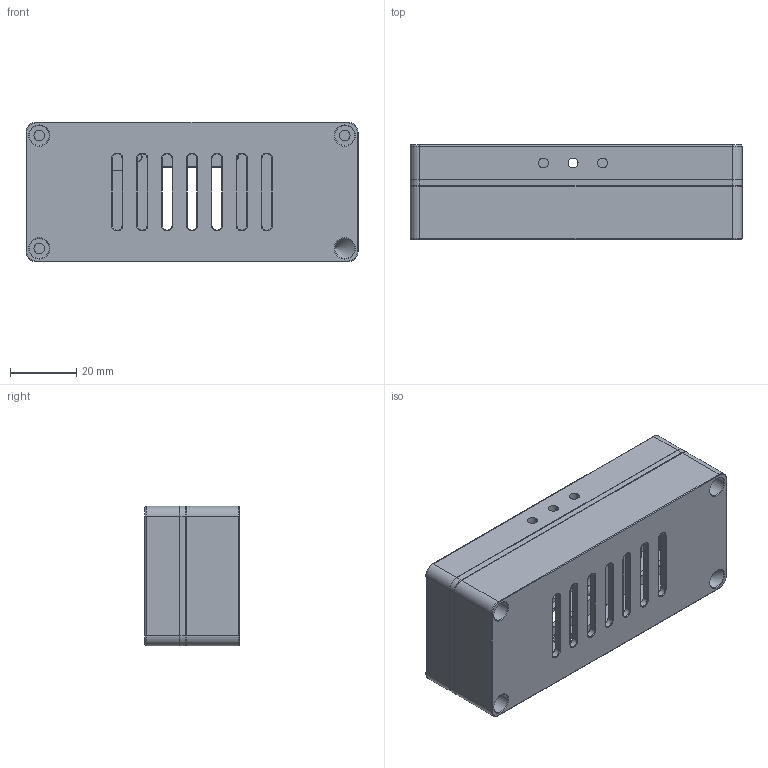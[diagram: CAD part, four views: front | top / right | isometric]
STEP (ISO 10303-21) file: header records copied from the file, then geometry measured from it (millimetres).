
FILE_DESCRIPTION(/* description */ (''),/* implementation_level */ '2;1');
FILE_NAME(/* name */ 'ESP32 Waveshare 1.69 Dual Enclosure v38.step',/* time_stamp */ '2025-05-22T11:00:13+10:00',/* author */ (''),/* organization */ (''),/* preprocessor_version */ 'ST-DEVELOPER v20.1',/* originating_system */ 'Autodesk Translation Framework v14.4.0.0',/* authorisation */ '');
FILE_SCHEMA (('AUTOMOTIVE_DESIGN { 1 0 10303 214 3 1 1 }'));
Length unit declared in the file: millimetre
Products named in the file (4): ESP32 Waveshare 1.69 Dual Enclosure; Top; Middle; Bottom
Assembly tree (3 placements, depth 2):
  ESP32 Waveshare 1.69 Dual Enclosure
    Top
    Middle
    Bottom
Bounding box: 100 x 28.4 x 42 mm (x, y, z)
Volume: 52376.4 mm3; surface area: 36146.5 mm2
Topology: 3 solids, 3 shells, 417 faces, 1031 edges, 640 vertices
Faces by surface type: cylinder 175, plane 152, torus 86, cone 4
Full cylindrical faces by diameter (mm): 2.4 x4, 3 x3, 3.2 x8, 4 x4, 4.2 x4, 5 x4, 6 x4, 7.5 x1, 9 x1, 12.5 x2
Entity records: 12657 total; most frequent: DIRECTION 2355, CARTESIAN_POINT 2117, ORIENTED_EDGE 2074, EDGE_CURVE 1037, AXIS2_PLACEMENT_3D 902, VERTEX_POINT 640, LINE 551, VECTOR 551
